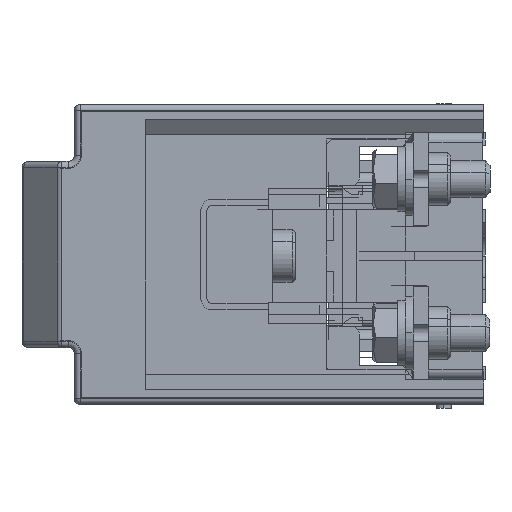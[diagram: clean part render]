
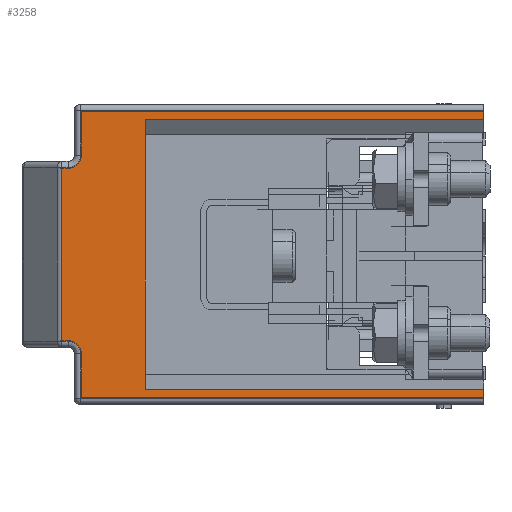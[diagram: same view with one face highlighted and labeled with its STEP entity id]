
A CAD part, left-side view. The second image highlights one B-rep face of the part: STEP entity #3258.
In plain terms, the highlighted planar face has unit normal (-1, 0, 0).
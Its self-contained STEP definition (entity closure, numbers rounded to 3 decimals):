
#725 = CARTESIAN_POINT ( 'NONE',  ( -63.348, 109.5, -3.25 ) ) ;
#773 = LINE ( 'NONE', #57787, #27650 ) ;
#850 = ORIENTED_EDGE ( 'NONE', *, *, #36386, .F. ) ;
#1047 = VECTOR ( 'NONE', #44609, 1000. ) ;
#1200 = DIRECTION ( 'NONE',  ( -1., 0., 0. ) ) ;
#1421 = VERTEX_POINT ( 'NONE', #725 ) ;
#1648 = VECTOR ( 'NONE', #67214, 1000. ) ;
#2930 = LINE ( 'NONE', #62859, #17109 ) ;
#3258 = ADVANCED_FACE ( 'NONE', ( #16950 ), #51947, .T. ) ;
#3355 = VERTEX_POINT ( 'NONE', #16663 ) ;
#3759 = VECTOR ( 'NONE', #61766, 1000. ) ;
#4444 = VERTEX_POINT ( 'NONE', #36044 ) ;
#4803 = DIRECTION ( 'NONE',  ( 0., 0., -1. ) ) ;
#5522 = VERTEX_POINT ( 'NONE', #49118 ) ;
#6974 = EDGE_CURVE ( 'NONE', #1421, #4444, #17088, .T. ) ;
#7492 = LINE ( 'NONE', #14081, #70038 ) ;
#8882 = ORIENTED_EDGE ( 'NONE', *, *, #77398, .T. ) ;
#8929 = ORIENTED_EDGE ( 'NONE', *, *, #60700, .F. ) ;
#11140 = CARTESIAN_POINT ( 'NONE',  ( -63.348, -0.5, 89.25 ) ) ;
#11357 = ORIENTED_EDGE ( 'NONE', *, *, #37696, .T. ) ;
#13288 = CARTESIAN_POINT ( 'NONE',  ( -63.348, 134.5, 68.75 ) ) ;
#14081 = CARTESIAN_POINT ( 'NONE',  ( -63.348, 130.5, 70.75 ) ) ;
#15450 = DIRECTION ( 'NONE',  ( -1., 0., 0. ) ) ;
#15506 = VECTOR ( 'NONE', #31561, 1000. ) ;
#16663 = CARTESIAN_POINT ( 'NONE',  ( -63.348, -0.5, 84.25 ) ) ;
#16950 = FACE_OUTER_BOUND ( 'NONE', #38772, .T. ) ;
#17088 = LINE ( 'NONE', #74810, #1047 ) ;
#17109 = VECTOR ( 'NONE', #38694, 1000. ) ;
#18739 = CARTESIAN_POINT ( 'NONE',  ( -63.348, 132.5, 12.25 ) ) ;
#19324 = CARTESIAN_POINT ( 'NONE',  ( -63.348, -0.5, 84.25 ) ) ;
#20245 = VECTOR ( 'NONE', #4803, 1000. ) ;
#22556 = EDGE_CURVE ( 'NONE', #42570, #62515, #52364, .T. ) ;
#23755 = AXIS2_PLACEMENT_3D ( 'NONE', #37407, #1200, #43542 ) ;
#24243 = ORIENTED_EDGE ( 'NONE', *, *, #68523, .F. ) ;
#25241 = VERTEX_POINT ( 'NONE', #28441 ) ;
#26045 = DIRECTION ( 'NONE',  ( 0., 1., 0. ) ) ;
#26917 = CARTESIAN_POINT ( 'NONE',  ( -63.348, 136.672, 68.75 ) ) ;
#27528 = DIRECTION ( 'NONE',  ( 0., 1., 0. ) ) ;
#27650 = VECTOR ( 'NONE', #27528, 1000. ) ;
#28441 = CARTESIAN_POINT ( 'NONE',  ( -63.348, -0.5, 87.25 ) ) ;
#28863 = VERTEX_POINT ( 'NONE', #37293 ) ;
#29945 = VECTOR ( 'NONE', #77875, 1000. ) ;
#30713 = VERTEX_POINT ( 'NONE', #26917 ) ;
#30935 = AXIS2_PLACEMENT_3D ( 'NONE', #64142, #70193, #33884 ) ;
#31245 = VECTOR ( 'NONE', #49772, 1000. ) ;
#31491 = CARTESIAN_POINT ( 'NONE',  ( -63.348, -0.5, 89.25 ) ) ;
#31561 = DIRECTION ( 'NONE',  ( 0., 0., -1. ) ) ;
#32164 = LINE ( 'NONE', #19324, #3759 ) ;
#33727 = VECTOR ( 'NONE', #74231, 1000. ) ;
#33884 = DIRECTION ( 'NONE',  ( 0., 0., 1. ) ) ;
#34421 = EDGE_CURVE ( 'NONE', #5522, #1421, #55635, .T. ) ;
#35828 = ORIENTED_EDGE ( 'NONE', *, *, #22556, .F. ) ;
#36044 = CARTESIAN_POINT ( 'NONE',  ( -63.348, -0.5, -3.25 ) ) ;
#36386 = EDGE_CURVE ( 'NONE', #4444, #66418, #44173, .T. ) ;
#36472 = CARTESIAN_POINT ( 'NONE',  ( -63.348, 130.5, -6.25 ) ) ;
#37293 = CARTESIAN_POINT ( 'NONE',  ( -63.348, 130.5, 87.25 ) ) ;
#37407 = CARTESIAN_POINT ( 'NONE',  ( -63.348, 134.5, 72.75 ) ) ;
#37671 = VERTEX_POINT ( 'NONE', #65226 ) ;
#37696 = EDGE_CURVE ( 'NONE', #42570, #45351, #50559, .T. ) ;
#37965 = CARTESIAN_POINT ( 'NONE',  ( -63.348, 132.5, 87.25 ) ) ;
#38694 = DIRECTION ( 'NONE',  ( 0., -1., 0. ) ) ;
#38772 = EDGE_LOOP ( 'NONE', ( #67217, #74430, #8929, #24243, #8882, #77412, #70024, #64550, #70286, #57041, #35828, #11357, #55712, #850 ) ) ;
#40351 = EDGE_CURVE ( 'NONE', #76322, #63116, #70915, .T. ) ;
#40624 = VECTOR ( 'NONE', #26045, 1000. ) ;
#40941 = CARTESIAN_POINT ( 'NONE',  ( -63.348, 130.5, 72.75 ) ) ;
#42570 = VERTEX_POINT ( 'NONE', #68246 ) ;
#43542 = DIRECTION ( 'NONE',  ( 0., 0., 1. ) ) ;
#44173 = LINE ( 'NONE', #11140, #29945 ) ;
#44609 = DIRECTION ( 'NONE',  ( 0., -1., 0. ) ) ;
#45351 = VERTEX_POINT ( 'NONE', #36472 ) ;
#45799 = CARTESIAN_POINT ( 'NONE',  ( -63.348, 134.5, 12.25 ) ) ;
#47168 = CARTESIAN_POINT ( 'NONE',  ( -63.348, 130.5, -8.25 ) ) ;
#49118 = CARTESIAN_POINT ( 'NONE',  ( -63.348, 109.5, 84.25 ) ) ;
#49291 = LINE ( 'NONE', #31491, #31245 ) ;
#49772 = DIRECTION ( 'NONE',  ( 0., 0., -1. ) ) ;
#50130 = CARTESIAN_POINT ( 'NONE',  ( -63.348, 109.5, -3.25 ) ) ;
#50559 = LINE ( 'NONE', #47168, #20245 ) ;
#50786 = AXIS2_PLACEMENT_3D ( 'NONE', #51752, #15450, #57889 ) ;
#51033 = CARTESIAN_POINT ( 'NONE',  ( -63.348, -0.5, -6.25 ) ) ;
#51752 = CARTESIAN_POINT ( 'NONE',  ( -63.348, 134.5, 8.25 ) ) ;
#51947 = PLANE ( 'NONE',  #30935 ) ;
#52330 = EDGE_CURVE ( 'NONE', #76322, #30713, #773, .T. ) ;
#52364 = CIRCLE ( 'NONE', #50786, 4. ) ;
#55635 = LINE ( 'NONE', #50130, #33727 ) ;
#55712 = ORIENTED_EDGE ( 'NONE', *, *, #68058, .T. ) ;
#56815 = LINE ( 'NONE', #37965, #40624 ) ;
#57041 = ORIENTED_EDGE ( 'NONE', *, *, #64725, .T. ) ;
#57787 = CARTESIAN_POINT ( 'NONE',  ( -63.348, 137.5, 68.75 ) ) ;
#57889 = DIRECTION ( 'NONE',  ( 0., 0., 1. ) ) ;
#58199 = LINE ( 'NONE', #73954, #15506 ) ;
#60700 = EDGE_CURVE ( 'NONE', #3355, #5522, #32164, .T. ) ;
#61766 = DIRECTION ( 'NONE',  ( 0., 1., 0. ) ) ;
#62515 = VERTEX_POINT ( 'NONE', #45799 ) ;
#62859 = CARTESIAN_POINT ( 'NONE',  ( -63.348, -0.5, -6.25 ) ) ;
#63116 = VERTEX_POINT ( 'NONE', #40941 ) ;
#64142 = CARTESIAN_POINT ( 'NONE',  ( -63.348, -0.5, 70.75 ) ) ;
#64550 = ORIENTED_EDGE ( 'NONE', *, *, #52330, .T. ) ;
#64725 = EDGE_CURVE ( 'NONE', #37671, #62515, #67963, .T. ) ;
#65226 = CARTESIAN_POINT ( 'NONE',  ( -63.348, 136.672, 12.25 ) ) ;
#66418 = VERTEX_POINT ( 'NONE', #51033 ) ;
#67214 = DIRECTION ( 'NONE',  ( 0., -1., 0. ) ) ;
#67217 = ORIENTED_EDGE ( 'NONE', *, *, #6974, .F. ) ;
#67963 = LINE ( 'NONE', #18739, #1648 ) ;
#68058 = EDGE_CURVE ( 'NONE', #45351, #66418, #2930, .T. ) ;
#68246 = CARTESIAN_POINT ( 'NONE',  ( -63.348, 130.5, 8.25 ) ) ;
#68523 = EDGE_CURVE ( 'NONE', #25241, #3355, #49291, .T. ) ;
#69681 = EDGE_CURVE ( 'NONE', #28863, #63116, #7492, .T. ) ;
#70024 = ORIENTED_EDGE ( 'NONE', *, *, #40351, .F. ) ;
#70038 = VECTOR ( 'NONE', #74722, 1000. ) ;
#70193 = DIRECTION ( 'NONE',  ( -1., 0., 0. ) ) ;
#70286 = ORIENTED_EDGE ( 'NONE', *, *, #71505, .T. ) ;
#70915 = CIRCLE ( 'NONE', #23755, 4. ) ;
#71505 = EDGE_CURVE ( 'NONE', #30713, #37671, #58199, .T. ) ;
#73954 = CARTESIAN_POINT ( 'NONE',  ( -63.348, 136.672, 70.75 ) ) ;
#74231 = DIRECTION ( 'NONE',  ( 0., 0., -1. ) ) ;
#74430 = ORIENTED_EDGE ( 'NONE', *, *, #34421, .F. ) ;
#74722 = DIRECTION ( 'NONE',  ( 0., 0., -1. ) ) ;
#74810 = CARTESIAN_POINT ( 'NONE',  ( -63.348, -0.5, -3.25 ) ) ;
#76322 = VERTEX_POINT ( 'NONE', #13288 ) ;
#77398 = EDGE_CURVE ( 'NONE', #25241, #28863, #56815, .T. ) ;
#77412 = ORIENTED_EDGE ( 'NONE', *, *, #69681, .T. ) ;
#77875 = DIRECTION ( 'NONE',  ( 0., 0., -1. ) ) ;
